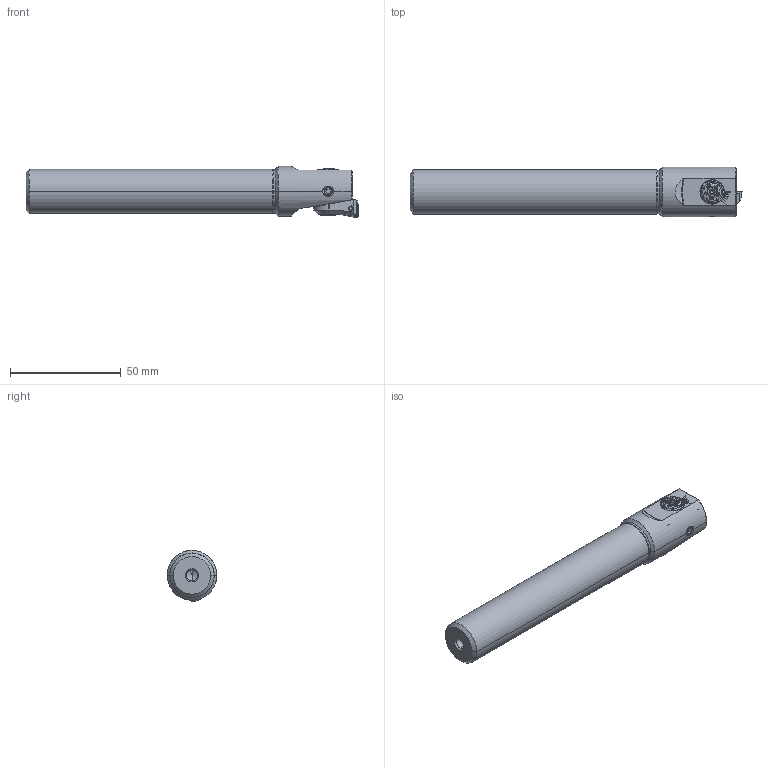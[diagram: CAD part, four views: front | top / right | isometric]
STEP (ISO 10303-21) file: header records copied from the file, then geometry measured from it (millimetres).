
FILE_DESCRIPTION (( 'STEP AP214' ), '1' );
FILE_NAME ('U20_F20.K21.150.STEP', '2024-08-20T10:02:05', ( '' ), ( '' ), 'SwSTEP 2.0', 'SolidWorks 2022', '' );
FILE_SCHEMA (( 'AUTOMOTIVE_DESIGN' ));
Length unit declared in the file: millimetre
Products named in the file (19): U20_F20.K21.150; ISO 4762 - M1.4 x 6; F20-WCA.001.005; WCA-ER2.001.006_A; F20-BG1.AA4.011_verstellbar; F20-BG2.011.003_A; F20-BG1.008.006_B; F20-WCA.001.005_E_fertigbearbeitet; F20-BG3.004.018_A; Klebstoff D4; CCMT060204; DIN 7984 - M4 x 6_PreviewCfg; F20-BG1.AA3.011_A_Standart ; DIN 3771 - 11x1_x; F20-BG2.007.006_A; U20-F20.AA3.150_A_Bohrungen gefüllt; F20-BG2.011.004_A; ISO 4026 - M4 x 4; F20-BG2.008.009_A
Assembly tree (18 placements, depth 3):
  U20_F20.K21.150
    U20-F20.AA3.150_A_Bohrungen gefüllt
    F20-BG1.AA4.011_verstellbar
      F20-BG1.AA3.011_A_Standart 
      F20-BG2.008.009_A
      F20-BG2.011.003_A
      DIN 3771 - 11x1_x
      F20-BG2.007.006_A
      F20-BG2.011.004_A
      F20-BG1.008.006_B
    F20-BG3.004.018_A
    Klebstoff D4
    DIN 7984 - M4 x 6_PreviewCfg
    F20-WCA.001.005
      F20-WCA.001.005_E_fertigbearbeitet
      CCMT060204
      WCA-ER2.001.006_A
    ISO 4762 - M1.4 x 6
    ISO 4026 - M4 x 4
Bounding box: 150 x 22.5 x 23.1 mm (x, y, z)
Volume: 44816.2 mm3; surface area: 16540.5 mm2
Topology: 16 solids, 16 shells, 760 faces, 1960 edges, 1232 vertices
Faces by surface type: plane 324, cone 183, cylinder 145, torus 58, bspline 48, sphere 2
Entity records: 29937 total; most frequent: CARTESIAN_POINT 8229, ORIENTED_EDGE 3884, DIRECTION 3346, EDGE_CURVE 1942, AXIS2_PLACEMENT_3D 1292, VERTEX_POINT 1232, EDGE_LOOP 808, LINE 762
